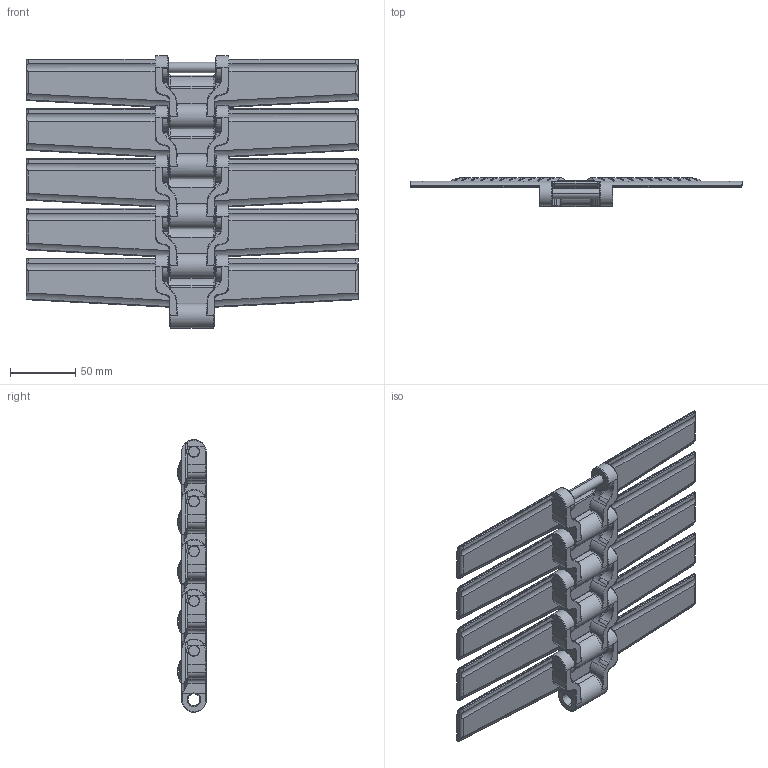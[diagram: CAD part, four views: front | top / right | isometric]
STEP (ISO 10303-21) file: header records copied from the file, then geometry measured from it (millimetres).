
FILE_DESCRIPTION (( 'STEP AP214' ), '1' );
FILE_NAME ('Rexnord-MAGNETFLEX HEAVY DUTY SUPERGRIP-HDFM 1000 SG.STEP', '2021-12-03T12:04:08', ( '' ), ( '' ), 'SwSTEP 2.0', 'SolidWorks 2021', '' );
FILE_SCHEMA (( 'AUTOMOTIVE_DESIGN' ));
Length unit declared in the file: millimetre
Products named in the file (4): Rexnord-MAGNETFLEX HEAVY DUTY SUPERGRIP-HDFM 1000 SG_SG; Rexnord-MAGNETFLEX HEAVY DUTY SUPERGRIP-HDFM 1000 SG; Rexnord-MAGNETFLEX HEAVY DUTY SUPERGRIP-HDFM 1000 SG_HDFM; Rexnord-MAGNETFLEX HEAVY DUTY SUPERGRIP-HDFM 1000 SG_PIN
Assembly tree (15 placements, depth 2):
  Rexnord-MAGNETFLEX HEAVY DUTY SUPERGRIP-HDFM 1000 SG
    Rexnord-MAGNETFLEX HEAVY DUTY SUPERGRIP-HDFM 1000 SG_HDFM  x5
    Rexnord-MAGNETFLEX HEAVY DUTY SUPERGRIP-HDFM 1000 SG_PIN  x5
    Rexnord-MAGNETFLEX HEAVY DUTY SUPERGRIP-HDFM 1000 SG_SG  x5
Bounding box: 254 x 21.97 x 208.4 mm (x, y, z)
Volume: 296443.7 mm3; surface area: 173052.9 mm2
Topology: 25 solids, 25 shells, 2405 faces, 6375 edges, 3965 vertices
Faces by surface type: plane 905, bspline 780, cylinder 680, cone 40
Entity records: 25085 total; most frequent: CARTESIAN_POINT 11972, ORIENTED_EDGE 2536, DIRECTION 1343, EDGE_CURVE 1268, VERTEX_POINT 793, B_SPLINE_CURVE_WITH_KNOTS 597, EDGE_LOOP 483, FACE_OUTER_BOUND 481
